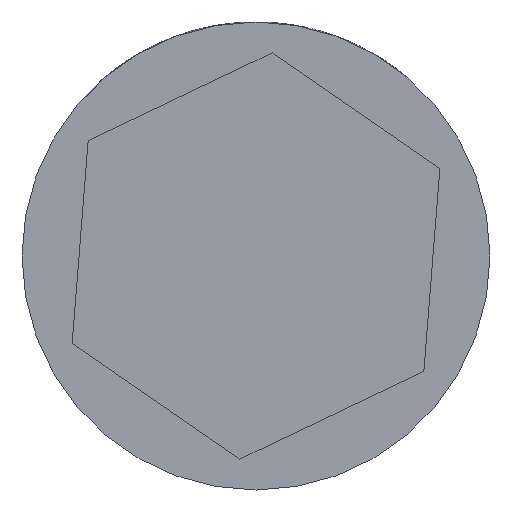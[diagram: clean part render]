
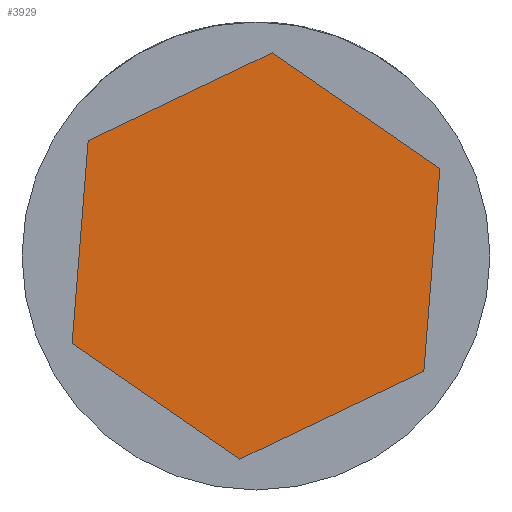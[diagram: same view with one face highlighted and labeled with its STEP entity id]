
A CAD part, front view. The second image highlights one B-rep face of the part: STEP entity #3929.
In plain terms, the highlighted planar face has unit normal (0, -1, 0).
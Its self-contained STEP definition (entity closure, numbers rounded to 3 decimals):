
#97 = ORIENTED_EDGE ( 'NONE', *, *, #14679, .T. ) ;
#327 = VECTOR ( 'NONE', #4444, 1000. ) ;
#343 = CARTESIAN_POINT ( 'NONE',  ( -4.662, 5.5, 3.207 ) ) ;
#437 = ORIENTED_EDGE ( 'NONE', *, *, #9098, .T. ) ;
#723 = LINE ( 'NONE', #8957, #9113 ) ;
#1520 = CARTESIAN_POINT ( 'NONE',  ( 4.662, 5.5, -3.207 ) ) ;
#2551 = EDGE_CURVE ( 'NONE', #10837, #2832, #723, .T. ) ;
#2832 = VERTEX_POINT ( 'NONE', #3797 ) ;
#2947 = PLANE ( 'NONE',  #4833 ) ;
#3421 = EDGE_CURVE ( 'NONE', #6447, #7706, #6223, .T. ) ;
#3707 = DIRECTION ( 'NONE',  ( -0.903, 0., -0.43 ) ) ;
#3797 = CARTESIAN_POINT ( 'NONE',  ( 0.446, 5.5, 5.64 ) ) ;
#3929 = ADVANCED_FACE ( 'NONE', ( #5464 ), #2947, .T. ) ;
#4010 = CARTESIAN_POINT ( 'NONE',  ( 0., 5.5, 0. ) ) ;
#4118 = CARTESIAN_POINT ( 'NONE',  ( 4.662, 5.5, -3.207 ) ) ;
#4148 = VECTOR ( 'NONE', #3707, 1000. ) ;
#4444 = DIRECTION ( 'NONE',  ( -0.079, 0., -0.997 ) ) ;
#4479 = EDGE_CURVE ( 'NONE', #2832, #6447, #7356, .T. ) ;
#4833 = AXIS2_PLACEMENT_3D ( 'NONE', #4010, #6508, #12507 ) ;
#4911 = ORIENTED_EDGE ( 'NONE', *, *, #8446, .T. ) ;
#5464 = FACE_OUTER_BOUND ( 'NONE', #6596, .T. ) ;
#5973 = CARTESIAN_POINT ( 'NONE',  ( 0.446, 5.5, 5.64 ) ) ;
#6223 = LINE ( 'NONE', #8127, #327 ) ;
#6447 = VERTEX_POINT ( 'NONE', #343 ) ;
#6508 = DIRECTION ( 'NONE',  ( 0., -1., 0. ) ) ;
#6569 = VERTEX_POINT ( 'NONE', #4118 ) ;
#6596 = EDGE_LOOP ( 'NONE', ( #8884, #14182, #4911, #97, #437, #9866 ) ) ;
#6904 = LINE ( 'NONE', #11692, #11832 ) ;
#6954 = DIRECTION ( 'NONE',  ( 0.903, 0., 0.43 ) ) ;
#7190 = CARTESIAN_POINT ( 'NONE',  ( -0.446, 5.5, -5.64 ) ) ;
#7356 = LINE ( 'NONE', #5973, #4148 ) ;
#7379 = DIRECTION ( 'NONE',  ( 0.824, 0., -0.567 ) ) ;
#7603 = CARTESIAN_POINT ( 'NONE',  ( -5.108, 5.5, -2.434 ) ) ;
#7706 = VERTEX_POINT ( 'NONE', #9670 ) ;
#7790 = VERTEX_POINT ( 'NONE', #7190 ) ;
#7877 = DIRECTION ( 'NONE',  ( -0.824, 0., 0.567 ) ) ;
#8127 = CARTESIAN_POINT ( 'NONE',  ( -4.662, 5.5, 3.207 ) ) ;
#8446 = EDGE_CURVE ( 'NONE', #7706, #7790, #15133, .T. ) ;
#8884 = ORIENTED_EDGE ( 'NONE', *, *, #4479, .T. ) ;
#8957 = CARTESIAN_POINT ( 'NONE',  ( 5.108, 5.5, 2.434 ) ) ;
#9098 = EDGE_CURVE ( 'NONE', #6569, #10837, #12464, .T. ) ;
#9113 = VECTOR ( 'NONE', #7877, 1000. ) ;
#9670 = CARTESIAN_POINT ( 'NONE',  ( -5.108, 5.5, -2.434 ) ) ;
#9866 = ORIENTED_EDGE ( 'NONE', *, *, #2551, .T. ) ;
#10837 = VERTEX_POINT ( 'NONE', #14882 ) ;
#11153 = VECTOR ( 'NONE', #7379, 1000. ) ;
#11692 = CARTESIAN_POINT ( 'NONE',  ( -0.446, 5.5, -5.64 ) ) ;
#11832 = VECTOR ( 'NONE', #6954, 1000. ) ;
#12351 = DIRECTION ( 'NONE',  ( 0.079, 0., 0.997 ) ) ;
#12464 = LINE ( 'NONE', #1520, #13610 ) ;
#12507 = DIRECTION ( 'NONE',  ( 0., 0., -1. ) ) ;
#13610 = VECTOR ( 'NONE', #12351, 1000. ) ;
#14182 = ORIENTED_EDGE ( 'NONE', *, *, #3421, .T. ) ;
#14679 = EDGE_CURVE ( 'NONE', #7790, #6569, #6904, .T. ) ;
#14882 = CARTESIAN_POINT ( 'NONE',  ( 5.108, 5.5, 2.434 ) ) ;
#15133 = LINE ( 'NONE', #7603, #11153 ) ;
